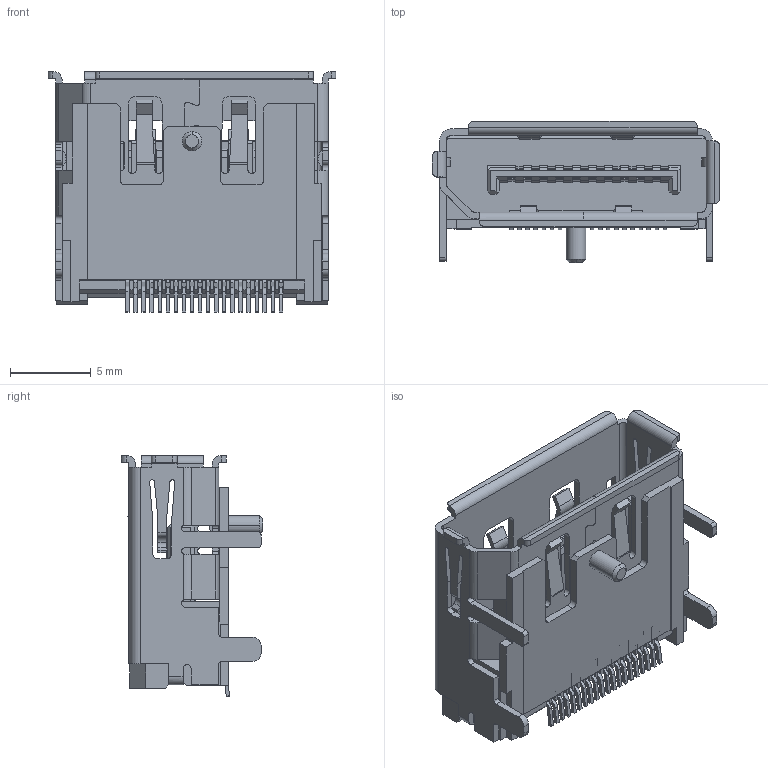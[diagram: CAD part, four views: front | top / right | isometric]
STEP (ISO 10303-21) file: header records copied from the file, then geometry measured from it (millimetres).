
FILE_DESCRIPTION(('STEP AP242'),'1');
FILE_NAME('47272-0001.stp','2020-12-09T02:59:56',('TraceParts'),('TraceParts S.A.'),'Spatial InterOp 3D',' ',' ');
FILE_SCHEMA(('AP242_MANAGED_MODEL_BASED_3D_ENGINEERING_MIM_LF {1 0 10303 442 1 1 4}'));
Length unit declared in the file: millimetre
Products named in the file (1): 47272-0001_1
Bounding box: 17.79 x 8.75 x 14.89 mm (x, y, z)
Volume: 647.5 mm3; surface area: 1895.2 mm2
Topology: 1 solids, 1 shells, 1151 faces, 3481 edges, 2457 vertices
Faces by surface type: plane 885, cylinder 264, cone 2
Entity records: 38715 total; most frequent: CARTESIAN_POINT 6913, ORIENTED_EDGE 6732, DIRECTION 6331, EDGE_CURVE 3366, LINE 2905, VECTOR 2905, VERTEX_POINT 2227, AXIS2_PLACEMENT_3D 1713
